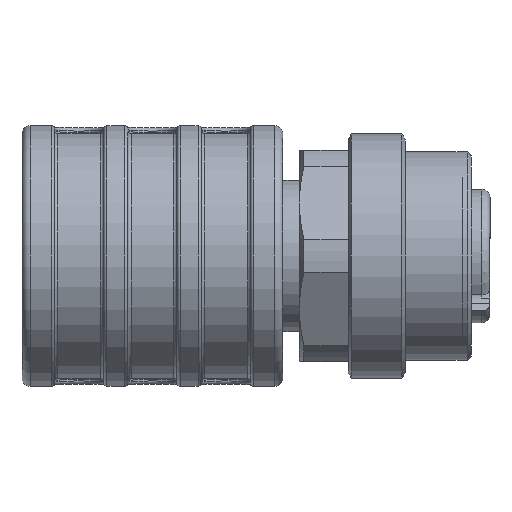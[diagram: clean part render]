
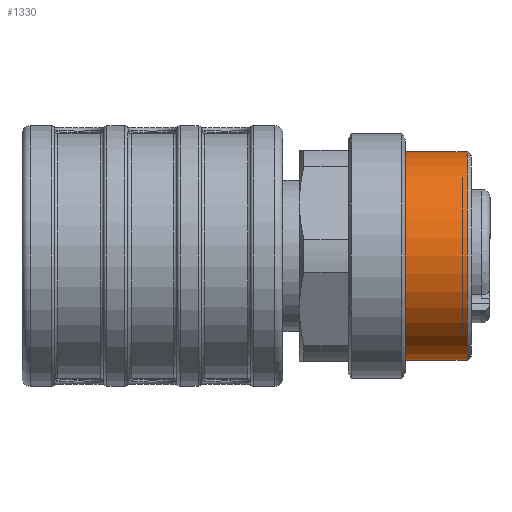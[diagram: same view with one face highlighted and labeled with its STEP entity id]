
A CAD part, left-side view. The second image highlights one B-rep face of the part: STEP entity #1330.
In plain terms, the highlighted cylindrical face has radius 6.4 mm (diameter 12.8 mm), a full revolution.
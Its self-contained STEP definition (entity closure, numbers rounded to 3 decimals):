
#1042=CYLINDRICAL_SURFACE('',#4993,6.4);
#1159=FACE_BOUND('',#1998,.T.);
#1160=FACE_BOUND('',#1999,.T.);
#1330=ADVANCED_FACE('',(#1159,#1160),#1042,.T.);
#1998=EDGE_LOOP('',(#2826));
#1999=EDGE_LOOP('',(#2827));
#2826=ORIENTED_EDGE('',*,*,#4247,.T.);
#2827=ORIENTED_EDGE('',*,*,#4248,.T.);
#3712=VERTEX_POINT('',#7869);
#3713=VERTEX_POINT('',#7872);
#4247=EDGE_CURVE('',#3712,#3712,#4651,.T.);
#4248=EDGE_CURVE('',#3713,#3713,#4652,.T.);
#4651=CIRCLE('',#4990,6.4);
#4652=CIRCLE('',#4992,6.4);
#4990=AXIS2_PLACEMENT_3D('',#7868,#5878,#5879);
#4992=AXIS2_PLACEMENT_3D('',#7871,#5882,#5883);
#4993=AXIS2_PLACEMENT_3D('',#7873,#5884,#5885);
#5878=DIRECTION('',(0.,1.,0.));
#5879=DIRECTION('',(1.,0.,0.));
#5882=DIRECTION('',(0.,-1.,0.));
#5883=DIRECTION('',(0.,0.,-1.));
#5884=DIRECTION('',(0.,-1.,0.));
#5885=DIRECTION('',(0.,0.,1.));
#7868=CARTESIAN_POINT('',(37.901,-19.3,0.));
#7869=CARTESIAN_POINT('',(44.301,-19.3,0.));
#7871=CARTESIAN_POINT('',(37.901,-15.5,0.));
#7872=CARTESIAN_POINT('',(37.901,-15.5,-6.4));
#7873=CARTESIAN_POINT('',(37.901,-19.5,0.));
